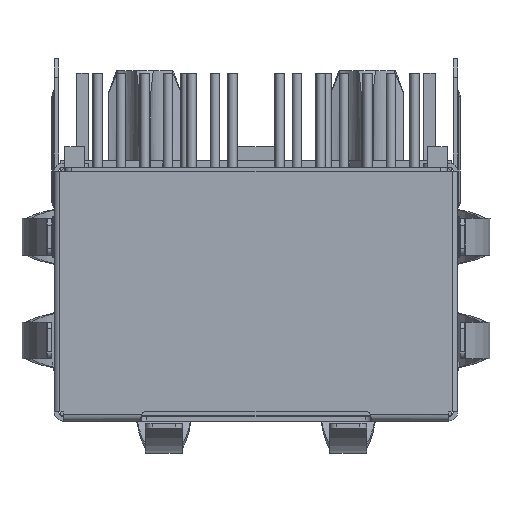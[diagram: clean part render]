
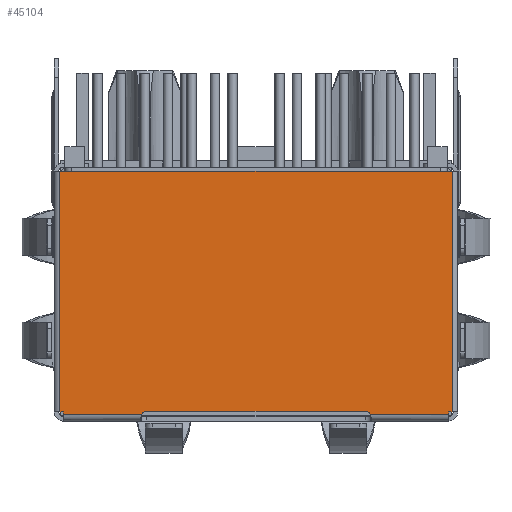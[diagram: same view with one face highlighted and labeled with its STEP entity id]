
A CAD part, front view. The second image highlights one B-rep face of the part: STEP entity #45104.
In plain terms, the highlighted planar face has unit normal (0, -1, 0).
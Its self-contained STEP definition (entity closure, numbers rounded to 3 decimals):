
#797=CIRCLE('',#45934,0.25);
#1275=CIRCLE('',#47511,0.25);
#4457=LINE('',#67767,#8015);
#4462=LINE('',#67778,#8020);
#4465=LINE('',#67786,#8023);
#4489=LINE('',#67841,#8047);
#4494=LINE('',#67852,#8052);
#4495=LINE('',#67856,#8053);
#4501=LINE('',#67884,#8059);
#4502=LINE('',#67894,#8060);
#4505=LINE('',#67937,#8063);
#4506=LINE('',#67939,#8064);
#8015=VECTOR('',#55013,1000.);
#8020=VECTOR('',#55022,1000.);
#8023=VECTOR('',#55031,1000.);
#8047=VECTOR('',#55079,1000.);
#8052=VECTOR('',#55090,1000.);
#8053=VECTOR('',#55095,1000.);
#8059=VECTOR('',#55111,1000.);
#8060=VECTOR('',#55116,1000.);
#8063=VECTOR('',#55125,1000.);
#8064=VECTOR('',#55128,1000.);
#16083=ORIENTED_EDGE('',*,*,#22083,.F.);
#16084=ORIENTED_EDGE('',*,*,#22080,.T.);
#16085=ORIENTED_EDGE('',*,*,#22077,.F.);
#16086=ORIENTED_EDGE('',*,*,#22068,.F.);
#16087=ORIENTED_EDGE('',*,*,#22066,.T.);
#16088=ORIENTED_EDGE('',*,*,#22060,.T.);
#16089=ORIENTED_EDGE('',*,*,#22033,.T.);
#16090=ORIENTED_EDGE('',*,*,#22029,.T.);
#16091=ORIENTED_EDGE('',*,*,#22023,.F.);
#16092=ORIENTED_EDGE('',*,*,#22085,.T.);
#16093=ORIENTED_EDGE('',*,*,#18932,.F.);
#16094=ORIENTED_EDGE('',*,*,#22084,.F.);
#18932=EDGE_CURVE('',#23483,#23480,#797,.T.);
#22023=EDGE_CURVE('',#25512,#25513,#4457,.T.);
#22029=EDGE_CURVE('',#25516,#25513,#4462,.T.);
#22033=EDGE_CURVE('',#25518,#25516,#4465,.T.);
#22060=EDGE_CURVE('',#25537,#25518,#4489,.T.);
#22066=EDGE_CURVE('',#25540,#25537,#4494,.T.);
#22068=EDGE_CURVE('',#25540,#25541,#4495,.T.);
#22077=EDGE_CURVE('',#25541,#25546,#4501,.T.);
#22080=EDGE_CURVE('',#25547,#25546,#4502,.T.);
#22083=EDGE_CURVE('',#25547,#25548,#1275,.T.);
#22084=EDGE_CURVE('',#25548,#23483,#4505,.T.);
#22085=EDGE_CURVE('',#25512,#23480,#4506,.T.);
#23480=VERTEX_POINT('',#60966);
#23483=VERTEX_POINT('',#60971);
#25512=VERTEX_POINT('',#67768);
#25513=VERTEX_POINT('',#67769);
#25516=VERTEX_POINT('',#67779);
#25518=VERTEX_POINT('',#67787);
#25537=VERTEX_POINT('',#67842);
#25540=VERTEX_POINT('',#67853);
#25541=VERTEX_POINT('',#67857);
#25546=VERTEX_POINT('',#67885);
#25547=VERTEX_POINT('',#67893);
#25548=VERTEX_POINT('',#67934);
#27891=EDGE_LOOP('',(#16083,#16084,#16085,#16086,#16087,#16088,#16089,#16090,
#16091,#16092,#16093,#16094));
#29881=FACE_BOUND('',#27891,.T.);
#31320=PLANE('',#47513);
#45104=ADVANCED_FACE('',(#29881),#31320,.F.);
#45934=AXIS2_PLACEMENT_3D('',#60972,#49377,#49378);
#47511=AXIS2_PLACEMENT_3D('',#67935,#55121,#55122);
#47513=AXIS2_PLACEMENT_3D('',#67938,#55126,#55127);
#49377=DIRECTION('',(0.,-1.,0.));
#49378=DIRECTION('',(0.,0.,1.));
#55013=DIRECTION('',(0.,0.,1.));
#55022=DIRECTION('',(1.,0.,0.));
#55031=DIRECTION('',(0.,0.,-1.));
#55079=DIRECTION('',(-1.,0.,0.));
#55090=DIRECTION('',(0.,0.,1.));
#55095=DIRECTION('',(-1.,0.,0.));
#55111=DIRECTION('',(0.,0.,-1.));
#55116=DIRECTION('',(1.,0.,0.));
#55121=DIRECTION('',(0.,-1.,0.));
#55122=DIRECTION('',(0.858,0.,0.514));
#55125=DIRECTION('',(-1.,0.,0.));
#55126=DIRECTION('',(0.,1.,0.));
#55127=DIRECTION('',(1.,0.,0.));
#55128=DIRECTION('',(1.,0.,0.));
#60966=CARTESIAN_POINT('',(-4.964,-28.32,-5.325));
#60971=CARTESIAN_POINT('',(-4.75,-28.32,-5.204));
#60972=CARTESIAN_POINT('',(-4.75,-28.32,-5.454));
#67767=CARTESIAN_POINT('',(-8.365,-28.32,-5.325));
#67768=CARTESIAN_POINT('',(-8.365,-28.32,-5.325));
#67769=CARTESIAN_POINT('',(-8.365,-28.32,-5.225));
#67778=CARTESIAN_POINT('',(-8.515,-28.32,-5.225));
#67779=CARTESIAN_POINT('',(-8.515,-28.32,-5.225));
#67786=CARTESIAN_POINT('',(-8.515,-28.32,5.225));
#67787=CARTESIAN_POINT('',(-8.515,-28.32,5.225));
#67841=CARTESIAN_POINT('',(8.515,-28.32,5.225));
#67842=CARTESIAN_POINT('',(8.515,-28.32,5.225));
#67852=CARTESIAN_POINT('',(8.515,-28.32,-5.225));
#67853=CARTESIAN_POINT('',(8.515,-28.32,-5.225));
#67856=CARTESIAN_POINT('',(8.515,-28.32,-5.225));
#67857=CARTESIAN_POINT('',(8.365,-28.32,-5.225));
#67884=CARTESIAN_POINT('',(8.365,-28.32,-5.225));
#67885=CARTESIAN_POINT('',(8.365,-28.32,-5.325));
#67893=CARTESIAN_POINT('',(4.964,-28.32,-5.325));
#67894=CARTESIAN_POINT('',(4.964,-28.32,-5.325));
#67934=CARTESIAN_POINT('',(4.75,-28.32,-5.204));
#67935=CARTESIAN_POINT('',(4.75,-28.32,-5.454));
#67937=CARTESIAN_POINT('',(4.75,-28.32,-5.204));
#67938=CARTESIAN_POINT('',(0.,-28.32,-0.05));
#67939=CARTESIAN_POINT('',(-8.365,-28.32,-5.325));
